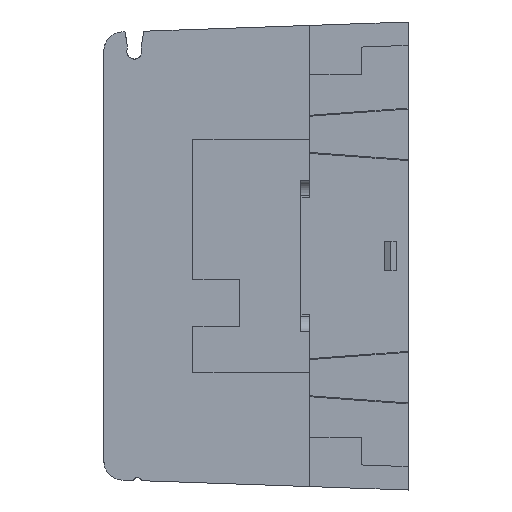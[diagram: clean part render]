
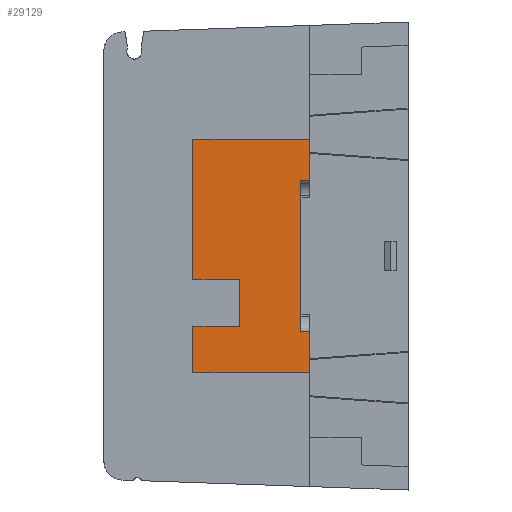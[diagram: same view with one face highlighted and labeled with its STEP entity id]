
A CAD part, left-side view. The second image highlights one B-rep face of the part: STEP entity #29129.
In plain terms, the highlighted planar face has unit normal (-1, 0, 0).
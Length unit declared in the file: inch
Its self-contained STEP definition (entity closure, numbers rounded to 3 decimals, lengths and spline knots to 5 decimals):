
#3253 = VECTOR ( 'NONE', #21733, 39.37008 ) ;
#4300 = LINE ( 'NONE', #34936, #15942 ) ;
#4529 = CARTESIAN_POINT ( 'NONE',  ( -0.6497, 1.675, 0. ) ) ;
#7131 = DIRECTION ( 'NONE',  ( 0., 0., -1. ) ) ;
#7153 = EDGE_CURVE ( 'NONE', #32511, #15096, #43411, .T. ) ;
#7588 = CARTESIAN_POINT ( 'NONE',  ( -0.6497, 1.05, -1.25 ) ) ;
#8950 = DIRECTION ( 'NONE',  ( 0., 0., -1. ) ) ;
#10056 = VECTOR ( 'NONE', #11392, 39.37008 ) ;
#10576 = VERTEX_POINT ( 'NONE', #31662 ) ;
#11245 = EDGE_CURVE ( 'NONE', #31593, #45655, #49324, .T. ) ;
#11392 = DIRECTION ( 'NONE',  ( 0., -1., 0. ) ) ;
#11757 = CARTESIAN_POINT ( 'NONE',  ( -0.6497, 1.15, 0. ) ) ;
#13037 = EDGE_CURVE ( 'NONE', #45655, #10576, #30632, .T. ) ;
#13141 = PLANE ( 'NONE',  #27144 ) ;
#14021 = LINE ( 'NONE', #11757, #35771 ) ;
#14970 = FACE_OUTER_BOUND ( 'NONE', #24162, .T. ) ;
#15096 = VERTEX_POINT ( 'NONE', #24732 ) ;
#15385 = ORIENTED_EDGE ( 'NONE', *, *, #13037, .F. ) ;
#15479 = CARTESIAN_POINT ( 'NONE',  ( -0.6497, 2.3, -0.25 ) ) ;
#15729 = CARTESIAN_POINT ( 'NONE',  ( -0.6497, 1.05, 1.25 ) ) ;
#15942 = VECTOR ( 'NONE', #30863, 39.37008 ) ;
#16036 = ORIENTED_EDGE ( 'NONE', *, *, #34247, .F. ) ;
#16154 = DIRECTION ( 'NONE',  ( 0., 0., 1. ) ) ;
#16992 = VECTOR ( 'NONE', #7131, 39.37008 ) ;
#17411 = CARTESIAN_POINT ( 'NONE',  ( -0.6497, 1.05, -1.25 ) ) ;
#17501 = CARTESIAN_POINT ( 'NONE',  ( -0.6497, 1.15, -0.80507 ) ) ;
#17883 = CARTESIAN_POINT ( 'NONE',  ( -0.6497, 1.05, -0.80507 ) ) ;
#19077 = VECTOR ( 'NONE', #51841, 39.37008 ) ;
#19355 = ORIENTED_EDGE ( 'NONE', *, *, #39315, .T. ) ;
#20274 = CARTESIAN_POINT ( 'NONE',  ( -0.6497, 1.15, 0.80507 ) ) ;
#20310 = EDGE_CURVE ( 'NONE', #15096, #23189, #46074, .T. ) ;
#21608 = ORIENTED_EDGE ( 'NONE', *, *, #22789, .F. ) ;
#21733 = DIRECTION ( 'NONE',  ( 0., -1., 0. ) ) ;
#21876 = EDGE_CURVE ( 'NONE', #34556, #49684, #43795, .T. ) ;
#21983 = ORIENTED_EDGE ( 'NONE', *, *, #21876, .T. ) ;
#22789 = EDGE_CURVE ( 'NONE', #34556, #31593, #38746, .T. ) ;
#23189 = VERTEX_POINT ( 'NONE', #23461 ) ;
#23461 = CARTESIAN_POINT ( 'NONE',  ( -0.6497, 1.05, 0.80507 ) ) ;
#24139 = DIRECTION ( 'NONE',  ( 0., 1., 0. ) ) ;
#24162 = EDGE_LOOP ( 'NONE', ( #19355, #50232, #42475, #27970, #37921, #16036, #44950, #53995, #15385, #50665, #21608, #21983 ) ) ;
#24732 = CARTESIAN_POINT ( 'NONE',  ( -0.6497, 1.05, 1.25 ) ) ;
#26621 = VERTEX_POINT ( 'NONE', #43505 ) ;
#26899 = VERTEX_POINT ( 'NONE', #20274 ) ;
#27144 = AXIS2_PLACEMENT_3D ( 'NONE', #4529, #34999, #8950 ) ;
#27970 = ORIENTED_EDGE ( 'NONE', *, *, #7153, .F. ) ;
#28148 = CARTESIAN_POINT ( 'NONE',  ( -0.6497, 1.05, 1.25 ) ) ;
#28249 = VERTEX_POINT ( 'NONE', #30359 ) ;
#29129 = ADVANCED_FACE ( 'NONE', ( #14970 ), #13141, .F. ) ;
#29993 = LINE ( 'NONE', #32703, #40173 ) ;
#30359 = CARTESIAN_POINT ( 'NONE',  ( -0.6497, 1.8, -0.25 ) ) ;
#30601 = EDGE_CURVE ( 'NONE', #26899, #23189, #36400, .T. ) ;
#30632 = LINE ( 'NONE', #38517, #19077 ) ;
#30863 = DIRECTION ( 'NONE',  ( 0., 0., 1. ) ) ;
#31593 = VERTEX_POINT ( 'NONE', #17411 ) ;
#31662 = CARTESIAN_POINT ( 'NONE',  ( -0.6497, 2.3, -0.75 ) ) ;
#32511 = VERTEX_POINT ( 'NONE', #40003 ) ;
#32703 = CARTESIAN_POINT ( 'NONE',  ( -0.6497, 2.3, 1.25 ) ) ;
#32851 = EDGE_CURVE ( 'NONE', #10576, #26621, #49615, .T. ) ;
#34110 = CARTESIAN_POINT ( 'NONE',  ( -0.6497, 1.15, 0.80507 ) ) ;
#34218 = CARTESIAN_POINT ( 'NONE',  ( -0.6497, 1.05, 1.25 ) ) ;
#34247 = EDGE_CURVE ( 'NONE', #28249, #44742, #35304, .T. ) ;
#34556 = VERTEX_POINT ( 'NONE', #17883 ) ;
#34936 = CARTESIAN_POINT ( 'NONE',  ( -0.6497, 1.8, -0.25 ) ) ;
#34999 = DIRECTION ( 'NONE',  ( 1., 0., 0. ) ) ;
#35304 = LINE ( 'NONE', #15479, #55802 ) ;
#35771 = VECTOR ( 'NONE', #16154, 39.37008 ) ;
#36400 = LINE ( 'NONE', #34110, #47997 ) ;
#37678 = VECTOR ( 'NONE', #24139, 39.37008 ) ;
#37736 = VECTOR ( 'NONE', #46979, 39.37008 ) ;
#37921 = ORIENTED_EDGE ( 'NONE', *, *, #48424, .F. ) ;
#38484 = DIRECTION ( 'NONE',  ( 0., -1., 0. ) ) ;
#38517 = CARTESIAN_POINT ( 'NONE',  ( -0.6497, 2.3, -0.75 ) ) ;
#38746 = LINE ( 'NONE', #15729, #16992 ) ;
#39315 = EDGE_CURVE ( 'NONE', #49684, #26899, #14021, .T. ) ;
#40003 = CARTESIAN_POINT ( 'NONE',  ( -0.6497, 2.3, 1.25 ) ) ;
#40173 = VECTOR ( 'NONE', #50005, 39.37008 ) ;
#41492 = CARTESIAN_POINT ( 'NONE',  ( -0.6497, 1.15, -0.80507 ) ) ;
#42475 = ORIENTED_EDGE ( 'NONE', *, *, #20310, .F. ) ;
#43208 = CARTESIAN_POINT ( 'NONE',  ( -0.6497, 1.8, -0.75 ) ) ;
#43411 = LINE ( 'NONE', #28148, #10056 ) ;
#43505 = CARTESIAN_POINT ( 'NONE',  ( -0.6497, 1.8, -0.75 ) ) ;
#43795 = LINE ( 'NONE', #41492, #37678 ) ;
#44587 = EDGE_CURVE ( 'NONE', #26621, #28249, #4300, .T. ) ;
#44742 = VERTEX_POINT ( 'NONE', #44942 ) ;
#44942 = CARTESIAN_POINT ( 'NONE',  ( -0.6497, 2.3, -0.25 ) ) ;
#44950 = ORIENTED_EDGE ( 'NONE', *, *, #44587, .F. ) ;
#45655 = VERTEX_POINT ( 'NONE', #48623 ) ;
#46074 = LINE ( 'NONE', #34218, #56306 ) ;
#46979 = DIRECTION ( 'NONE',  ( 0., 1., 0. ) ) ;
#47997 = VECTOR ( 'NONE', #38484, 39.37008 ) ;
#48424 = EDGE_CURVE ( 'NONE', #44742, #32511, #29993, .T. ) ;
#48623 = CARTESIAN_POINT ( 'NONE',  ( -0.6497, 2.3, -1.25 ) ) ;
#49324 = LINE ( 'NONE', #7588, #37736 ) ;
#49615 = LINE ( 'NONE', #43208, #3253 ) ;
#49684 = VERTEX_POINT ( 'NONE', #17501 ) ;
#50005 = DIRECTION ( 'NONE',  ( 0., 0., 1. ) ) ;
#50104 = DIRECTION ( 'NONE',  ( 0., 1., 0. ) ) ;
#50232 = ORIENTED_EDGE ( 'NONE', *, *, #30601, .T. ) ;
#50665 = ORIENTED_EDGE ( 'NONE', *, *, #11245, .F. ) ;
#51841 = DIRECTION ( 'NONE',  ( 0., 0., 1. ) ) ;
#53995 = ORIENTED_EDGE ( 'NONE', *, *, #32851, .F. ) ;
#55802 = VECTOR ( 'NONE', #50104, 39.37008 ) ;
#55961 = DIRECTION ( 'NONE',  ( 0., 0., -1. ) ) ;
#56306 = VECTOR ( 'NONE', #55961, 39.37008 ) ;
